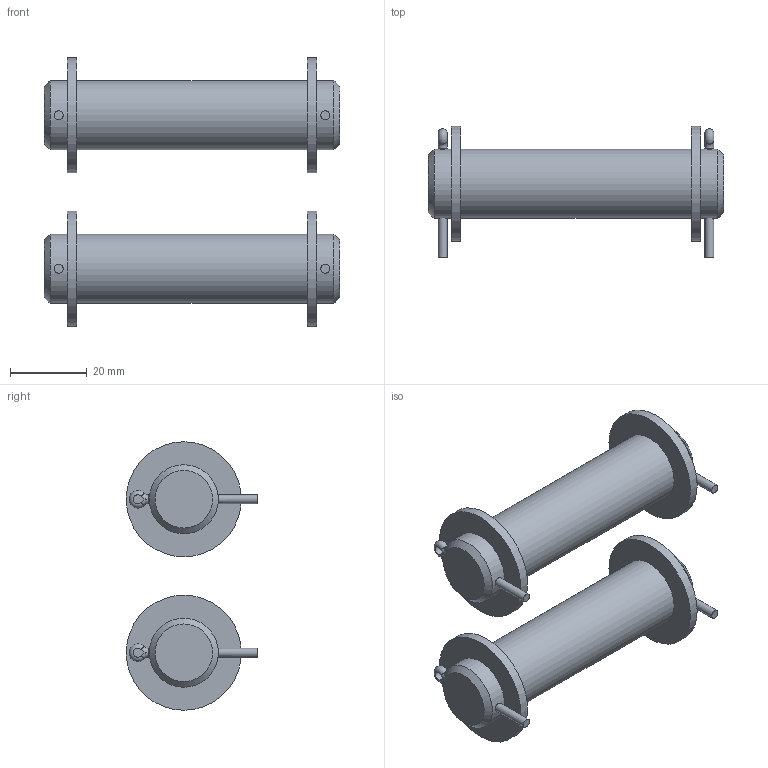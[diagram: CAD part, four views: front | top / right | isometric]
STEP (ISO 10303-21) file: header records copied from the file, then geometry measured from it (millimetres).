
FILE_DESCRIPTION(/* description */ ('STEP AP214'),/* implementation_level */ '2;1');
FILE_NAME(/* name */ '573172_DAMD-F5-S-80',/* time_stamp */ '2024-08-13T14:30:20+02:00',/* author */ ('License CC BY-ND 4.0'),/* organization */ ('CADENAS'),/* preprocessor_version */ 'ST-DEVELOPER v19.3',/* originating_system */ 'PARTsolutions',/* authorisation */ ' ');
FILE_SCHEMA (('AUTOMOTIVE_DESIGN {1 0 10303 214 3 1 1}'));
Length unit declared in the file: millimetre
Products named in the file (2): 573172 DAMD-F5-S-80; 573172 DAMD-F5-S-80_P
Assembly tree (2 placements, depth 2):
  573172 DAMD-F5-S-80
    573172 DAMD-F5-S-80_P  x2
Bounding box: 77 x 34.28 x 70 mm (x, y, z)
Volume: 43740.9 mm3; surface area: 14065.6 mm2
Topology: 2 solids, 2 shells, 78 faces, 158 edges, 100 vertices
Faces by surface type: plane 32, cylinder 30, torus 12, cone 4
Full cylindrical faces by diameter (mm): 2.3 x8, 18 x6, 30 x4
Entity records: 1053 total; most frequent: CARTESIAN_POINT 216, DIRECTION 182, ORIENTED_EDGE 128, AXIS2_PLACEMENT_3D 84, EDGE_CURVE 64, EDGE_LOOP 62, FACE_BOUND 62, VERTEX_POINT 46
